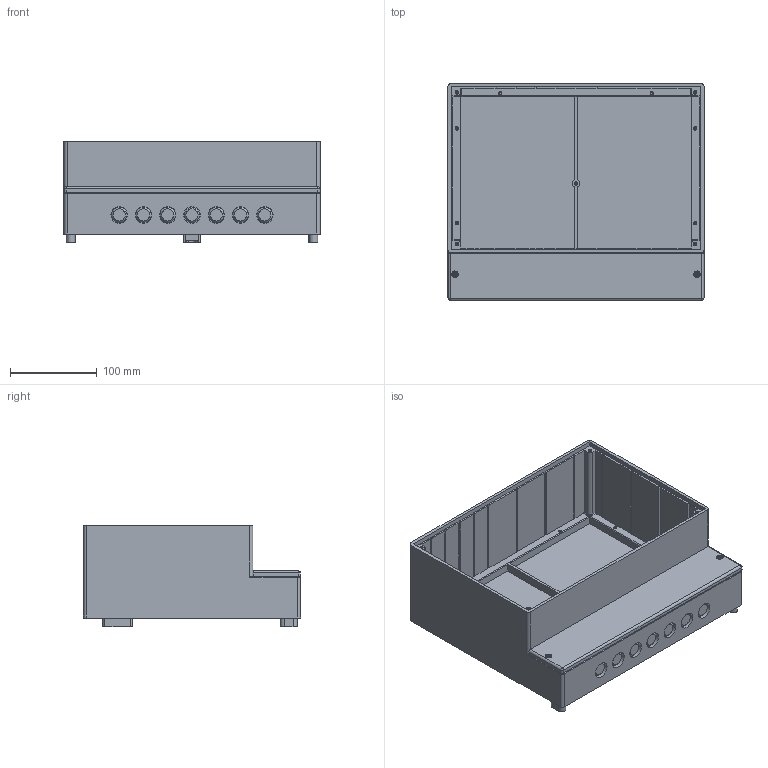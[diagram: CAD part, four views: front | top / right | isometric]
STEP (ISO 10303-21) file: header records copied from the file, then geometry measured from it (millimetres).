
FILE_DESCRIPTION(/* description */ (''),/* implementation_level */ '2;1');
FILE_NAME(/* name */ '0701101500 - MBRCA 31.stp',/* time_stamp */ '2017-02-10T13:07:19+01:00',/* author */ ('robin.rentz'),/* organization */ (''),/* preprocessor_version */ 'ST-DEVELOPER v16.5',/* originating_system */ 'Autodesk Inventor 2017',/* authorisation */ '');
FILE_SCHEMA (('AUTOMOTIVE_DESIGN { 1 0 10303 214 3 1 1 }'));
Length unit declared in the file: millimetre
Products named in the file (6): 0701101500 - MBRCA 31; 0701101501-UT_MBRCA 31; 0701101305-Klemmraumabdeckung MBRCA 30-31-30K-31K; Einpressmutter M4x9,5 mm Dodge; 1900000000; 1990000243 Schrauben A2 BM4x10_6
Assembly tree (17 placements, depth 2):
  0701101500 - MBRCA 31
    0701101501-UT_MBRCA 31
    0701101305-Klemmraumabdeckung MBRCA 30-31-30K-31K
    1900000000  x11
    Einpressmutter M4x9,5 mm Dodge  x2
    1990000243 Schrauben A2 BM4x10_6  x2
Bounding box: 295.5 x 250.5 x 117 mm (x, y, z)
Volume: 894419.3 mm3; surface area: 492189.7 mm2
Topology: 17 solids, 17 shells, 1054 faces, 2889 edges, 1868 vertices
Faces by surface type: plane 634, cylinder 291, cone 57, torus 49, bspline 19, sphere 4
Full cylindrical faces by diameter (mm): 2 x8, 2.459 x11, 3.242 x2, 3.3 x2, 4 x24, 4.3 x2, 5.5 x2, 5.6 x2, 6.4 x4, 6.8 x2, 7.7 x2, 18 x1, 19 x14
Entity records: 20707 total; most frequent: CARTESIAN_POINT 4264, DIRECTION 3414, ORIENTED_EDGE 3262, EDGE_CURVE 1631, AXIS2_PLACEMENT_3D 1172, VERTEX_POINT 1111, LINE 1070, VECTOR 1070
